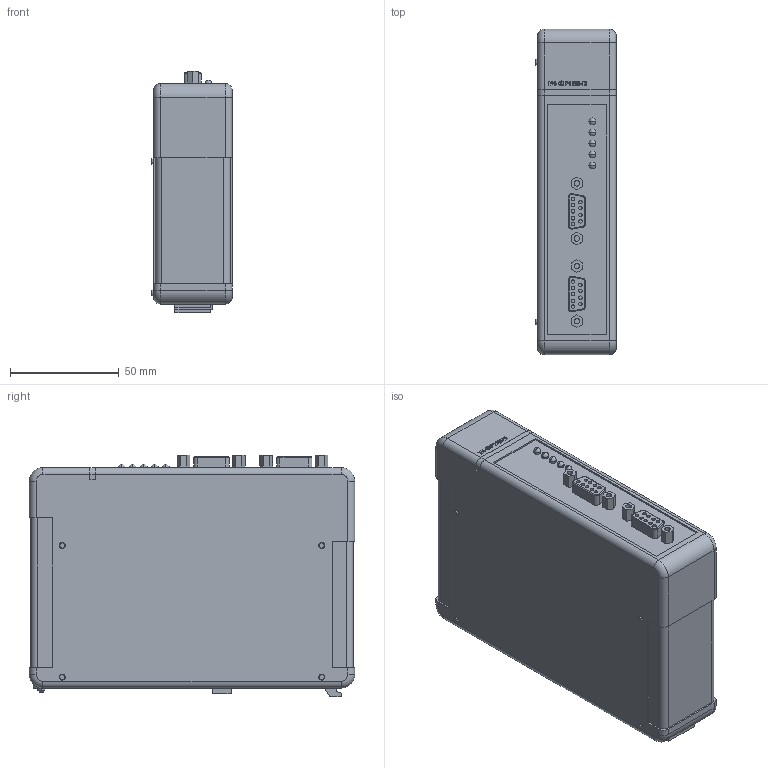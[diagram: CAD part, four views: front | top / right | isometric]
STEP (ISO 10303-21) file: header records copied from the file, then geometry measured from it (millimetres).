
FILE_DESCRIPTION (( 'STEP AP214' ), '1' );
FILE_NAME ('F4-CP128-R.step', '2014-09-23T18:08:10', ( '' ), ( '' ), 'SwSTEP 2.0', 'SolidWorks 2014', '' );
FILE_SCHEMA (( 'AUTOMOTIVE_DESIGN' ));
Length unit declared in the file: inch
Products named in the file (1): F4-CP128-R
Bounding box: 36.96 x 149.99 x 111.12 mm (x, y, z)
Volume: 532424.3 mm3; surface area: 52832.3 mm2
Topology: 2 solids, 2 shells, 421 faces, 1025 edges, 669 vertices
Faces by surface type: plane 228, cylinder 104, bspline 51, torus 18, cone 10, sphere 10
Entity records: 19017 total; most frequent: CARTESIAN_POINT 5004, ORIENTED_EDGE 2050, DIRECTION 1915, EDGE_CURVE 1025, VERTEX_POINT 669, VECTOR 667, LINE 667, AXIS2_PLACEMENT_3D 624
